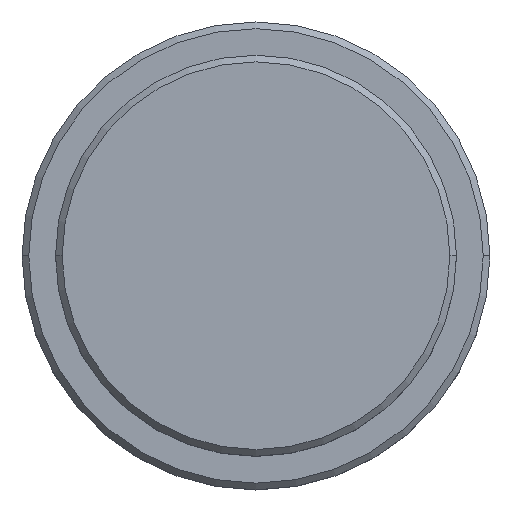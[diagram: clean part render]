
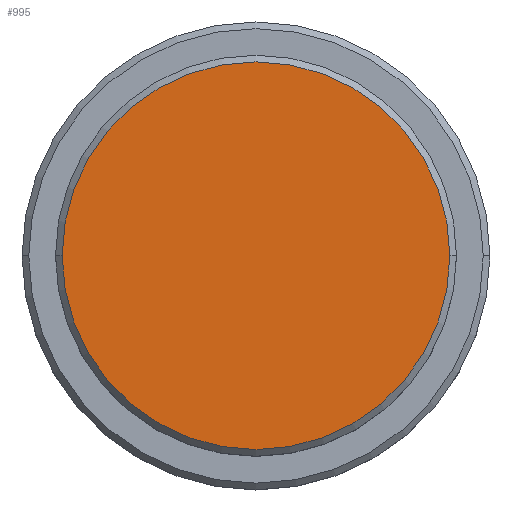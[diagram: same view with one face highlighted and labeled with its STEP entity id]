
A CAD part, top view. The second image highlights one B-rep face of the part: STEP entity #995.
In plain terms, the highlighted planar face has unit normal (0, 0, 1).
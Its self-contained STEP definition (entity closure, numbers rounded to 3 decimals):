
#54 = DIRECTION ( 'NONE',  ( 1., 0., 0. ) ) ;
#73 = EDGE_CURVE ( 'NONE', #1160, #401, #259, .T. ) ;
#140 = CARTESIAN_POINT ( 'NONE',  ( 14.5, 0., 0. ) ) ;
#186 = DIRECTION ( 'NONE',  ( 1., 0., 0. ) ) ;
#216 = CARTESIAN_POINT ( 'NONE',  ( 0., 0., 0. ) ) ;
#259 = CIRCLE ( 'NONE', #1190, 14.5 ) ;
#263 = AXIS2_PLACEMENT_3D ( 'NONE', #1346, #702, #54 ) ;
#265 = CARTESIAN_POINT ( 'NONE',  ( -14.5, 0., 0. ) ) ;
#379 = ORIENTED_EDGE ( 'NONE', *, *, #1283, .T. ) ;
#388 = PLANE ( 'NONE',  #1412 ) ;
#401 = VERTEX_POINT ( 'NONE', #140 ) ;
#581 = DIRECTION ( 'NONE',  ( 1., 0., 0. ) ) ;
#702 = DIRECTION ( 'NONE',  ( 0., 0., 1. ) ) ;
#736 = ORIENTED_EDGE ( 'NONE', *, *, #73, .T. ) ;
#804 = CARTESIAN_POINT ( 'NONE',  ( 0., 0., 0. ) ) ;
#815 = FACE_OUTER_BOUND ( 'NONE', #1086, .T. ) ;
#995 = ADVANCED_FACE ( 'NONE', ( #815 ), #388, .T. ) ;
#1086 = EDGE_LOOP ( 'NONE', ( #736, #379 ) ) ;
#1125 = DIRECTION ( 'NONE',  ( 0., 0., 1. ) ) ;
#1160 = VERTEX_POINT ( 'NONE', #265 ) ;
#1190 = AXIS2_PLACEMENT_3D ( 'NONE', #216, #1125, #581 ) ;
#1230 = DIRECTION ( 'NONE',  ( 0., 0., 1. ) ) ;
#1283 = EDGE_CURVE ( 'NONE', #401, #1160, #1393, .T. ) ;
#1346 = CARTESIAN_POINT ( 'NONE',  ( 0., 0., 0. ) ) ;
#1393 = CIRCLE ( 'NONE', #263, 14.5 ) ;
#1412 = AXIS2_PLACEMENT_3D ( 'NONE', #804, #1230, #186 ) ;
